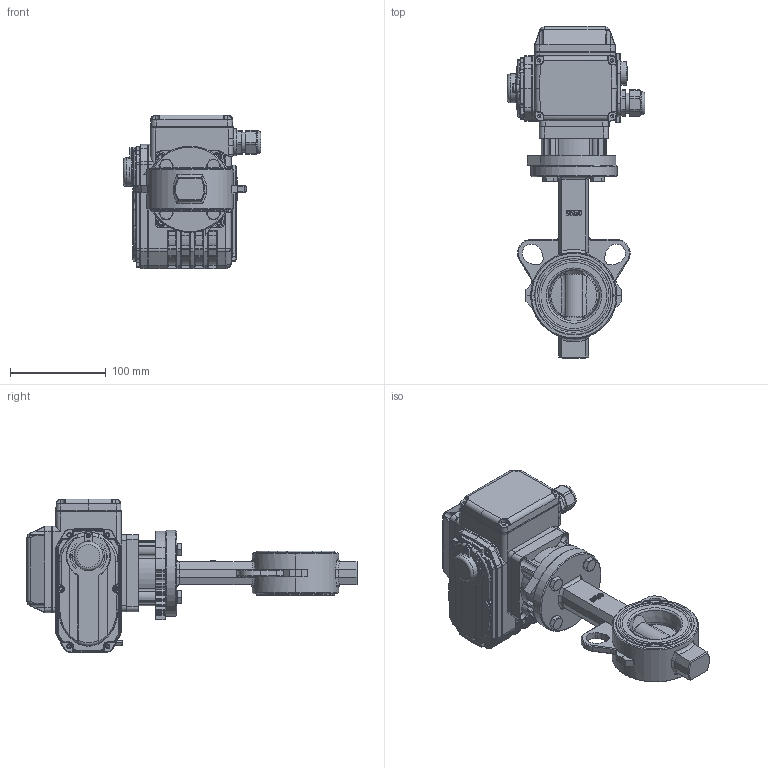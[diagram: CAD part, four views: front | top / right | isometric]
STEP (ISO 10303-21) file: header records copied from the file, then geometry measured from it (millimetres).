
FILE_DESCRIPTION(/* description */ ('Unknown','CAx-IF Rec.Pracs.---Representation and Presentation of Product Manufacturing Information (PMI)---4.0---2014-10-13','CAx-IF Rec.Pracs.---3D Tessellated Geometry---0.4---2014-09-14','2;1'),/* implementation_level */ '2;1');
FILE_NAME(/* name */ 'AE06 5400-09',/* time_stamp */ '2023-11-28T10:44:02+01:00',/* author */ ('Unknown'),/* organization */ ('Unknown'),/* preprocessor_version */ 'ST-DEVELOPER v18.102',/* originating_system */ 'Solid Edge',/* authorisation */ 'Unknown');
FILE_SCHEMA (('AP242_MANAGED_MODEL_BASED_3D_ENGINEERING_MIM_LF { 1 0 10303 442 1 1 4 }'));
Length unit declared in the file: millimetre
Products named in the file (32): AE50-5.400.050; 5.400.050; 5.400.050_Körper; 5.400.050_Körper_0; 5.400.050_Spindel; seat; disc; Raster DN40- DN150; AE04-AE08_(AE30_AE50); Z倰眊极橾遴20170830; 驱动盖组件; 驱动盖胶垫; Z倰忒梟縐啣; NQ10-034 梓僅啣; NQ10-033 硌渀; 萇蚾裔郪璃; 萇蚾裔; NQ10-035 噩え; 萇蚾裔蝶菜; 秶郘裔郪璃; 秶郘裔; 秶郘裔蝶菜; 盄黑; 盄坶; 盄坶1; 盄坶2; NQZ-018忒雄紱釬諳裔; Z型驱动盖最新外型20170830; 假蚾啣; 薊粣ん; 忒梟; DIN 933 M8x30 A2-70 BLK_EDST
Assembly tree (34 placements, depth 4):
  AE50-5.400.050
    5.400.050
      5.400.050_Körper
      5.400.050_Körper_0
      5.400.050_Spindel
      seat
      disc
    Raster DN40- DN150
    AE04-AE08_(AE30_AE50)
      Z倰眊极橾遴20170830
      驱动盖组件
        驱动盖胶垫
      Z倰忒梟縐啣
      NQ10-034 梓僅啣
      NQ10-033 硌渀
      萇蚾裔郪璃
        萇蚾裔
        NQ10-035 噩え
        萇蚾裔蝶菜
      秶郘裔郪璃
        秶郘裔
        秶郘裔蝶菜
      盄黑
      盄坶
        盄坶1
        盄坶2
      NQZ-018忒雄紱釬諳裔
      Z型驱动盖最新外型20170830
      假蚾啣
      薊粣ん
      忒梟
    DIN 933 M8x30 A2-70 BLK_EDST  x4
Bounding box: 143.5 x 346 x 160.5 mm (x, y, z)
Volume: 1452250 mm3; surface area: 356137.4 mm2
Topology: 28 solids, 30 shells, 2993 faces, 7688 edges, 4837 vertices
Faces by surface type: plane 1225, cylinder 996, torus 326, bspline 303, cone 106, sphere 37
Full cylindrical faces by diameter (mm): 2.5 x2, 3.2 x2, 3.3 x22, 3.5 x1, 4 x6, 4.2 x5, 4.5 x14, 4.8 x14, 5 x14, 6.6 x2, 6.8 x16, 7 x4, 8 x6, 10 x5, 10.1 x4, 12.3 x1, 12.6 x4, 12.75 x1, 13 x4, 13.2 x1, 13.5 x1, 13.8 x1, 14 x1, 15 x2, 17.45 x4, 18.7 x1, 19 x3, 19.16 x1, 20 x1, 21 x3
Entity records: 104514 total; most frequent: CARTESIAN_POINT 32240, ORIENTED_EDGE 14348, DIRECTION 14157, EDGE_CURVE 7174, AXIS2_PLACEMENT_3D 5245, VERTEX_POINT 4701, LINE 3667, VECTOR 3667
